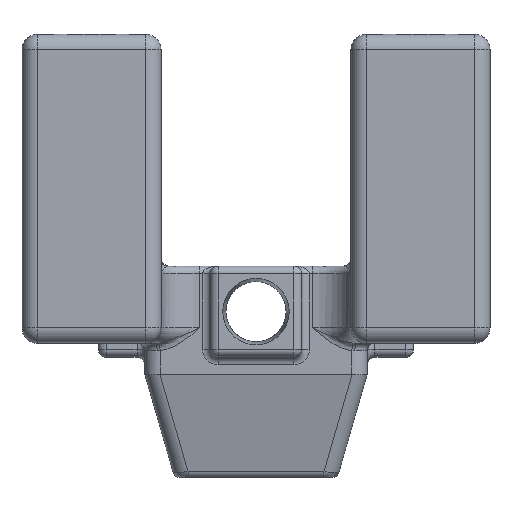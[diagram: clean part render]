
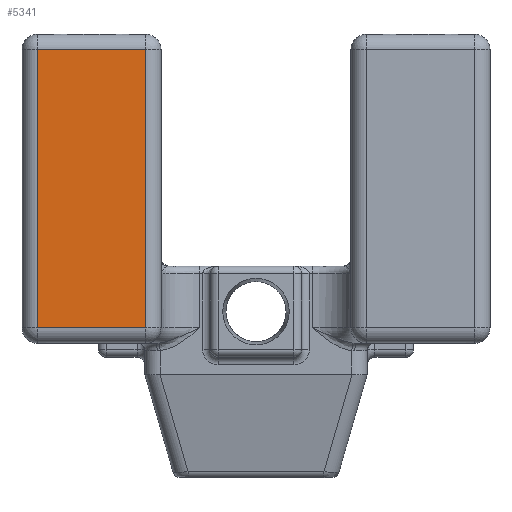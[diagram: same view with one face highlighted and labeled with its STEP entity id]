
A CAD part, front view. The second image highlights one B-rep face of the part: STEP entity #5341.
In plain terms, the highlighted planar face has unit normal (0, -1, 0).
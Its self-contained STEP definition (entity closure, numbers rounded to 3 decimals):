
#195=PLANE('',#5964);
#530=LINE('',#9829,#875);
#531=LINE('',#9831,#876);
#532=LINE('',#9833,#877);
#533=LINE('',#9834,#878);
#875=VECTOR('',#7414,10.);
#876=VECTOR('',#7415,10.);
#877=VECTOR('',#7416,10.);
#878=VECTOR('',#7417,10.);
#1327=FACE_OUTER_BOUND('',#1680,.T.);
#1680=EDGE_LOOP('',(#4523,#4524,#4525,#4526));
#2531=VERTEX_POINT('',#9827);
#2532=VERTEX_POINT('',#9828);
#2533=VERTEX_POINT('',#9830);
#2534=VERTEX_POINT('',#9832);
#3219=EDGE_CURVE('',#2531,#2532,#530,.T.);
#3220=EDGE_CURVE('',#2533,#2531,#531,.T.);
#3221=EDGE_CURVE('',#2534,#2533,#532,.T.);
#3222=EDGE_CURVE('',#2532,#2534,#533,.T.);
#4523=ORIENTED_EDGE('',*,*,#3219,.F.);
#4524=ORIENTED_EDGE('',*,*,#3220,.F.);
#4525=ORIENTED_EDGE('',*,*,#3221,.F.);
#4526=ORIENTED_EDGE('',*,*,#3222,.F.);
#5341=ADVANCED_FACE('',(#1327),#195,.T.);
#5964=AXIS2_PLACEMENT_3D('',#9826,#7412,#7413);
#7412=DIRECTION('center_axis',(0.,-1.,0.));
#7413=DIRECTION('ref_axis',(1.,0.,0.));
#7414=DIRECTION('',(0.,0.,1.));
#7415=DIRECTION('',(-1.,0.,0.));
#7416=DIRECTION('',(0.,0.,-1.));
#7417=DIRECTION('',(1.,0.,0.));
#9826=CARTESIAN_POINT('Origin',(-15.15,-15.15,-10.6));
#9827=CARTESIAN_POINT('',(-14.15,-15.15,-14.6));
#9828=CARTESIAN_POINT('',(-14.15,-15.15,3.4));
#9829=CARTESIAN_POINT('',(-14.15,-15.15,-10.6));
#9830=CARTESIAN_POINT('',(-7.15,-15.15,-14.6));
#9831=CARTESIAN_POINT('',(-12.9,-15.15,-14.6));
#9832=CARTESIAN_POINT('',(-7.15,-15.15,3.4));
#9833=CARTESIAN_POINT('',(-7.15,-15.15,-10.6));
#9834=CARTESIAN_POINT('',(-12.9,-15.15,3.4));
